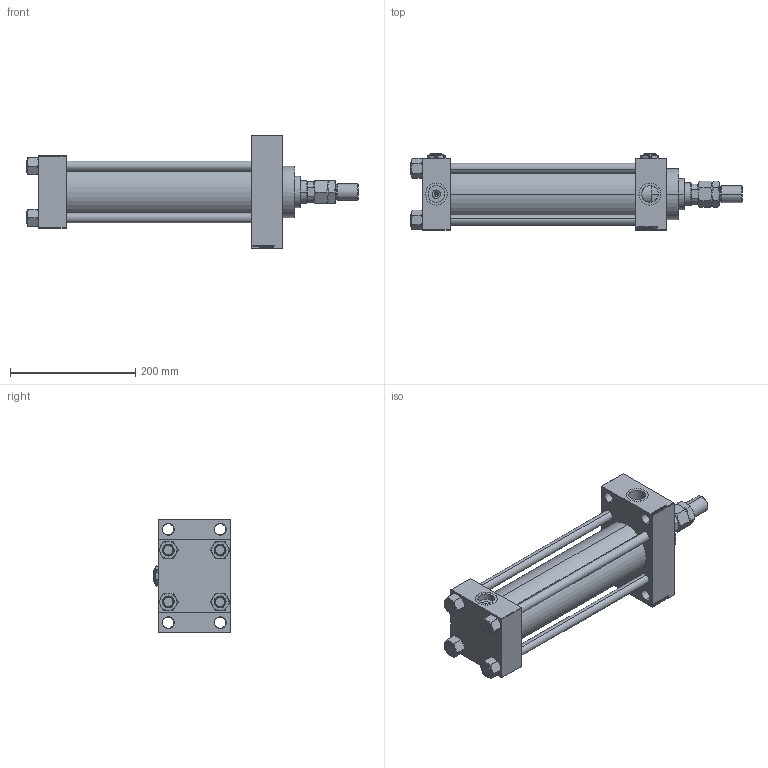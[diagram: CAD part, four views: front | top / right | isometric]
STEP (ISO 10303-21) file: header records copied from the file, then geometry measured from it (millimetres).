
FILE_DESCRIPTION (( 'STEP AP203' ), '1' );
FILE_NAME ('e33a.STEP', '2023-08-23T17:12:19', ( '' ), ( '' ), 'SwSTEP 2.0', 'SolidWorks 2019', '' );
FILE_SCHEMA (( 'CONFIG_CONTROL_DESIGN' ));
Length unit declared in the file: millimetre
Products named in the file (8): V215CR_D_TYCINKA 29191ffa6737be0daea0e6f3141d0182; MTA 29191ffa6737be0daea0e6f3141d0182; e33a; V215CR_D_Body 29191ffa6737be0daea0e6f3141d0182; Zatka_pro_OIL_PORT 29191ffa6737be0daea0e6f3141d0182; V215_VC_A 29191ffa6737be0daea0e6f3141d0182; NUT_M5_D 29191ffa6737be0daea0e6f3141d0182; V215CR_VCP_D 29191ffa6737be0daea0e6f3141d0182
Assembly tree (14 placements, depth 2):
  e33a
    V215CR_D_Body 29191ffa6737be0daea0e6f3141d0182
    V215CR_VCP_D 29191ffa6737be0daea0e6f3141d0182
    NUT_M5_D 29191ffa6737be0daea0e6f3141d0182  x4
    V215CR_D_TYCINKA 29191ffa6737be0daea0e6f3141d0182  x4
    V215_VC_A 29191ffa6737be0daea0e6f3141d0182
    MTA 29191ffa6737be0daea0e6f3141d0182
    Zatka_pro_OIL_PORT 29191ffa6737be0daea0e6f3141d0182  x2
Bounding box: 530 x 122 x 180 mm (x, y, z)
Volume: 2622737 mm3; surface area: 504967.2 mm2
Topology: 14 solids, 14 shells, 1301 faces, 3238 edges, 2082 vertices
Faces by surface type: plane 608, bspline 368, cone 212, cylinder 103, torus 10
Entity records: 51441 total; most frequent: CARTESIAN_POINT 26466, ORIENTED_EDGE 5548, DIRECTION 3712, EDGE_CURVE 2774, VERTEX_POINT 1802, VECTOR 1590, LINE 1590, EDGE_LOOP 1242
